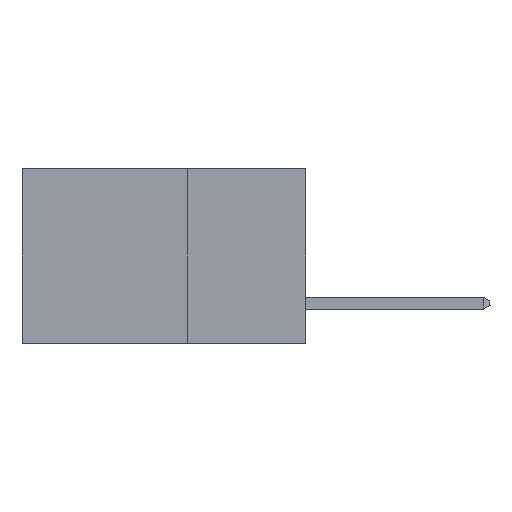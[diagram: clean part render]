
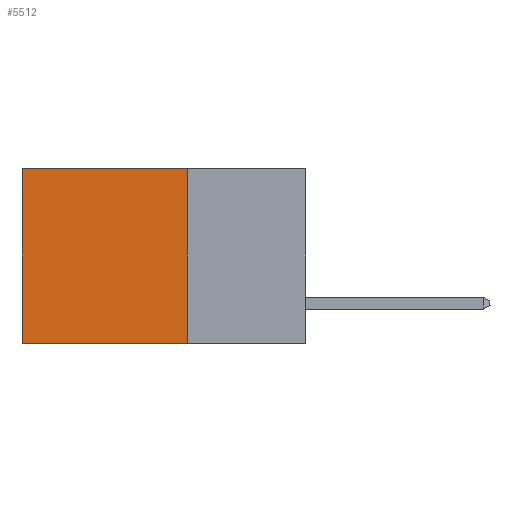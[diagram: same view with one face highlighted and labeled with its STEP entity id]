
A CAD part, left-side view. The second image highlights one B-rep face of the part: STEP entity #5512.
In plain terms, the highlighted planar face has unit normal (-1, 0, 0).
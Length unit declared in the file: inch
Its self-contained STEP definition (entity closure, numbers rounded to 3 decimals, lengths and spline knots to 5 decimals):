
#134 = VECTOR ( 'NONE', #20030, 39.37008 ) ;
#968 = CARTESIAN_POINT ( 'NONE',  ( 0.298, 0.6, 0. ) ) ;
#1913 = CARTESIAN_POINT ( 'NONE',  ( 0.298, 0.6, 0. ) ) ;
#1992 = CARTESIAN_POINT ( 'NONE',  ( 0.298, 0.25, 0. ) ) ;
#2461 = CARTESIAN_POINT ( 'NONE',  ( 0.298, 0.25, -0.37 ) ) ;
#2539 = VERTEX_POINT ( 'NONE', #2461 ) ;
#3758 = ORIENTED_EDGE ( 'NONE', *, *, #3846, .F. ) ;
#3804 = VERTEX_POINT ( 'NONE', #21567 ) ;
#3846 = EDGE_CURVE ( 'NONE', #16468, #2539, #9712, .T. ) ;
#4223 = PLANE ( 'NONE',  #21846 ) ;
#4938 = DIRECTION ( 'NONE',  ( 0., 1., 0. ) ) ;
#5001 = FACE_OUTER_BOUND ( 'NONE', #9184, .T. ) ;
#5512 = ADVANCED_FACE ( 'NONE', ( #5001 ), #4223, .F. ) ;
#6601 = ORIENTED_EDGE ( 'NONE', *, *, #13273, .T. ) ;
#7006 = VECTOR ( 'NONE', #9748, 39.37008 ) ;
#8405 = EDGE_CURVE ( 'NONE', #2539, #3804, #21082, .T. ) ;
#9184 = EDGE_LOOP ( 'NONE', ( #6601, #21606, #3758, #19901 ) ) ;
#9712 = LINE ( 'NONE', #18982, #134 ) ;
#9748 = DIRECTION ( 'NONE',  ( 0., 1., 0. ) ) ;
#11715 = CARTESIAN_POINT ( 'NONE',  ( 0.298, 0.25, 0. ) ) ;
#13273 = EDGE_CURVE ( 'NONE', #14234, #3804, #14783, .T. ) ;
#14001 = VECTOR ( 'NONE', #15310, 39.37008 ) ;
#14234 = VERTEX_POINT ( 'NONE', #968 ) ;
#14783 = LINE ( 'NONE', #1913, #14001 ) ;
#14808 = CARTESIAN_POINT ( 'NONE',  ( 0.298, 0.25, -0.37 ) ) ;
#15310 = DIRECTION ( 'NONE',  ( 0., 0., -1. ) ) ;
#15660 = DIRECTION ( 'NONE',  ( 0., 0., -1. ) ) ;
#16159 = CARTESIAN_POINT ( 'NONE',  ( 0.298, 0.25, 0. ) ) ;
#16468 = VERTEX_POINT ( 'NONE', #1992 ) ;
#16546 = VECTOR ( 'NONE', #4938, 39.37008 ) ;
#18982 = CARTESIAN_POINT ( 'NONE',  ( 0.298, 0.25, 0. ) ) ;
#19717 = LINE ( 'NONE', #11715, #16546 ) ;
#19901 = ORIENTED_EDGE ( 'NONE', *, *, #20684, .T. ) ;
#20030 = DIRECTION ( 'NONE',  ( 0., 0., -1. ) ) ;
#20684 = EDGE_CURVE ( 'NONE', #16468, #14234, #19717, .T. ) ;
#21082 = LINE ( 'NONE', #14808, #7006 ) ;
#21227 = DIRECTION ( 'NONE',  ( 1., 0., 0. ) ) ;
#21567 = CARTESIAN_POINT ( 'NONE',  ( 0.298, 0.6, -0.37 ) ) ;
#21606 = ORIENTED_EDGE ( 'NONE', *, *, #8405, .F. ) ;
#21846 = AXIS2_PLACEMENT_3D ( 'NONE', #16159, #21227, #15660 ) ;
